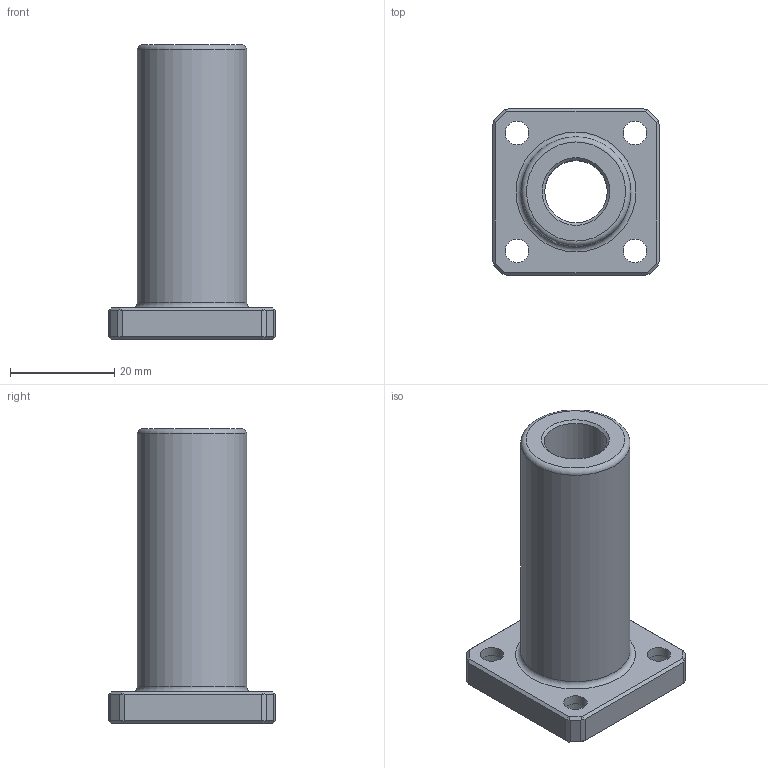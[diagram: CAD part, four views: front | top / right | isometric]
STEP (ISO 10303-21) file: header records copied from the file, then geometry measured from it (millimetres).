
FILE_DESCRIPTION(/* description */ (''),/* implementation_level */ '2;1');
FILE_NAME(/* name */ 'LMK12LUU.stp',/* time_stamp */ '2020-11-19T20:25:14+03:00',/* author */ ('Max'),/* organization */ (''),/* preprocessor_version */ 'ST-DEVELOPER v16.5',/* originating_system */ 'Autodesk Inventor 2017',/* authorisation */ '');
FILE_SCHEMA (('AUTOMOTIVE_DESIGN { 1 0 10303 214 3 1 1 }'));
Length unit declared in the file: millimetre
Products named in the file (1): LMK16LUU
Bounding box: 32 x 32 x 56.5 mm (x, y, z)
Volume: 16195.5 mm3; surface area: 8195.1 mm2
Topology: 1 solids, 1 shells, 76 faces, 166 edges, 94 vertices
Faces by surface type: plane 57, cylinder 11, cone 6, torus 2
Full cylindrical faces by diameter (mm): 4.5 x4, 7.5 x4, 12 x1, 19 x1, 21 x1
Entity records: 1919 total; most frequent: CARTESIAN_POINT 326, DIRECTION 323, ORIENTED_EDGE 286, EDGE_CURVE 143, AXIS2_PLACEMENT_3D 111, EDGE_LOOP 107, LINE 101, VECTOR 101
